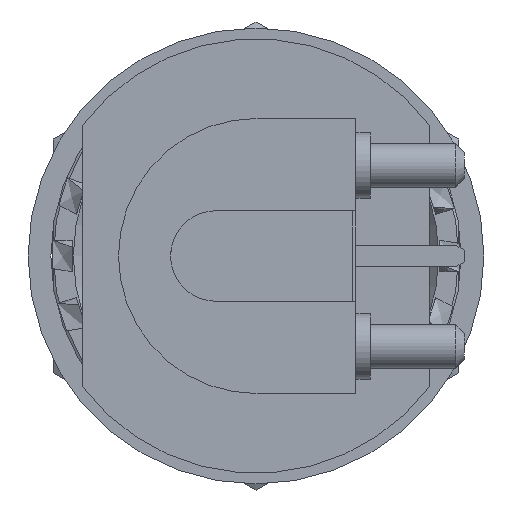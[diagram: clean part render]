
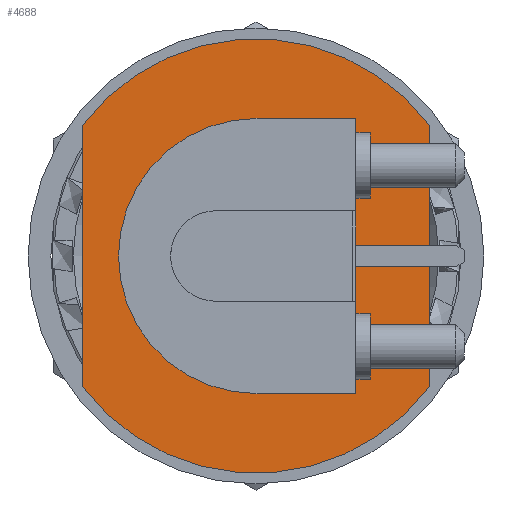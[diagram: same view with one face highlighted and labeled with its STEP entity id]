
A CAD part, left-side view. The second image highlights one B-rep face of the part: STEP entity #4688.
In plain terms, the highlighted planar face has unit normal (-1, 0, 0).
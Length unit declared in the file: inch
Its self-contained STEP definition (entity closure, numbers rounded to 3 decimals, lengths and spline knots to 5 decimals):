
#603=DIRECTION('',(0.,0.,-1.));
#604=VECTOR('',#603,0.36);
#605=CARTESIAN_POINT('',(0.47,0.24,0.18));
#606=LINE('',#605,#604);
#607=CARTESIAN_POINT('',(0.47,0.,0.));
#608=DIRECTION('',(1.,0.,0.));
#609=DIRECTION('',(0.,0.8,0.6));
#610=AXIS2_PLACEMENT_3D('',#607,#608,#609);
#612=DIRECTION('',(0.,0.,1.));
#613=VECTOR('',#612,0.36);
#614=CARTESIAN_POINT('',(0.47,-0.24,-0.18));
#615=LINE('',#614,#613);
#616=CARTESIAN_POINT('',(0.47,0.,0.));
#617=DIRECTION('',(-1.,0.,0.));
#618=DIRECTION('',(0.,0.8,-0.6));
#619=AXIS2_PLACEMENT_3D('',#616,#617,#618);
#621=DIRECTION('',(0.,0.,-1.));
#622=VECTOR('',#621,0.1275);
#623=CARTESIAN_POINT('',(0.47,-0.138,0.19));
#624=LINE('',#623,#622);
#625=DIRECTION('',(0.,-1.,0.));
#626=VECTOR('',#625,0.138);
#627=CARTESIAN_POINT('',(0.47,0.,0.19));
#628=LINE('',#627,#626);
#629=CARTESIAN_POINT('',(0.47,0.,0.));
#630=DIRECTION('',(-1.,0.,0.));
#631=DIRECTION('',(0.,0.,1.));
#632=AXIS2_PLACEMENT_3D('',#629,#630,#631);
#634=DIRECTION('',(0.,1.,0.));
#635=VECTOR('',#634,0.138);
#636=CARTESIAN_POINT('',(0.47,-0.138,-0.19));
#637=LINE('',#636,#635);
#638=DIRECTION('',(0.,0.,-1.));
#639=VECTOR('',#638,0.1275);
#640=CARTESIAN_POINT('',(0.47,-0.138,-0.0625));
#641=LINE('',#640,#639);
#642=DIRECTION('',(0.,0.,1.));
#643=VECTOR('',#642,0.125);
#644=CARTESIAN_POINT('',(0.47,-0.138,-0.0625));
#645=LINE('',#644,#643);
#3376=CARTESIAN_POINT('',(0.47,0.,0.19));
#3377=VERTEX_POINT('',#3376);
#3378=CARTESIAN_POINT('',(0.47,0.,-0.19));
#3379=VERTEX_POINT('',#3378);
#3380=CARTESIAN_POINT('',(0.47,-0.138,0.19));
#3382=VERTEX_POINT('',#3380);
#3384=CARTESIAN_POINT('',(0.47,-0.138,-0.19));
#3386=VERTEX_POINT('',#3384);
#3444=CARTESIAN_POINT('',(0.47,0.24,0.18));
#3445=VERTEX_POINT('',#3444);
#3446=CARTESIAN_POINT('',(0.47,-0.24,0.18));
#3447=VERTEX_POINT('',#3446);
#3448=CARTESIAN_POINT('',(0.47,0.24,-0.18));
#3449=VERTEX_POINT('',#3448);
#3450=CARTESIAN_POINT('',(0.47,-0.24,-0.18));
#3451=VERTEX_POINT('',#3450);
#3827=CARTESIAN_POINT('',(0.47,-0.138,-0.0625));
#3828=CARTESIAN_POINT('',(0.47,-0.138,0.0625));
#3829=VERTEX_POINT('',#3827);
#3830=VERTEX_POINT('',#3828);
#4662=CARTESIAN_POINT('',(0.47,0.,0.));
#4663=DIRECTION('',(1.,0.,0.));
#4664=DIRECTION('',(0.,-1.,0.));
#4665=AXIS2_PLACEMENT_3D('',#4662,#4663,#4664);
#4666=PLANE('',#4665);
#4668=ORIENTED_EDGE('',*,*,#4667,.F.);
#4670=ORIENTED_EDGE('',*,*,#4669,.T.);
#4672=ORIENTED_EDGE('',*,*,#4671,.F.);
#4674=ORIENTED_EDGE('',*,*,#4673,.F.);
#4675=EDGE_LOOP('',(#4668,#4670,#4672,#4674));
#4676=FACE_OUTER_BOUND('',#4675,.F.);
#4677=ORIENTED_EDGE('',*,*,#4042,.F.);
#4679=ORIENTED_EDGE('',*,*,#4678,.F.);
#4681=ORIENTED_EDGE('',*,*,#4680,.T.);
#4683=ORIENTED_EDGE('',*,*,#4682,.F.);
#4684=ORIENTED_EDGE('',*,*,#4009,.F.);
#4685=ORIENTED_EDGE('',*,*,#4645,.T.);
#4686=EDGE_LOOP('',(#4677,#4679,#4681,#4683,#4684,#4685));
#4687=FACE_BOUND('',#4686,.F.);
#611=CIRCLE('',#610,0.3);
#620=CIRCLE('',#619,0.3);
#633=CIRCLE('',#632,0.19);
#4009=EDGE_CURVE('',#3829,#3386,#641,.T.);
#4042=EDGE_CURVE('',#3382,#3830,#624,.T.);
#4645=EDGE_CURVE('',#3829,#3830,#645,.T.);
#4667=EDGE_CURVE('',#3445,#3449,#606,.T.);
#4669=EDGE_CURVE('',#3445,#3447,#611,.T.);
#4671=EDGE_CURVE('',#3451,#3447,#615,.T.);
#4673=EDGE_CURVE('',#3449,#3451,#620,.T.);
#4678=EDGE_CURVE('',#3377,#3382,#628,.T.);
#4680=EDGE_CURVE('',#3377,#3379,#633,.T.);
#4682=EDGE_CURVE('',#3386,#3379,#637,.T.);
#4688=ADVANCED_FACE('',(#4676,#4687),#4666,.F.);
